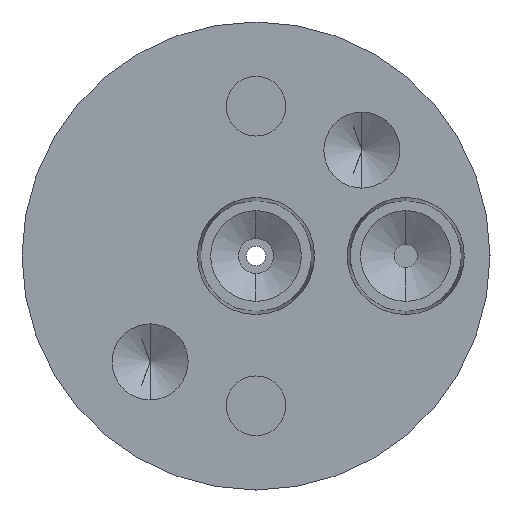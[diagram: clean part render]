
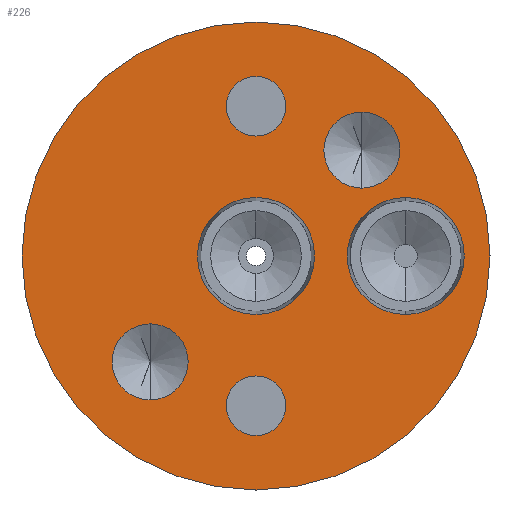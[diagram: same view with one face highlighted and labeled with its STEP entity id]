
A CAD part, front view. The second image highlights one B-rep face of the part: STEP entity #226.
In plain terms, the highlighted planar face has unit normal (0, -1, 0).
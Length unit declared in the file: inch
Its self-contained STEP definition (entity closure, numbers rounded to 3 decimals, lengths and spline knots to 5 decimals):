
#16 = AXIS2_PLACEMENT_3D ( 'NONE', #2997, #480, #3016 ) ;
#32 = AXIS2_PLACEMENT_3D ( 'NONE', #1147, #1093, #1915 ) ;
#86 = EDGE_CURVE ( 'NONE', #193, #1722, #2275, .T. ) ;
#102 = EDGE_CURVE ( 'NONE', #2423, #421, #847, .T. ) ;
#123 = CIRCLE ( 'NONE', #1392, 0.15625 ) ;
#126 = CARTESIAN_POINT ( 'NONE',  ( 0., -0.5, -0.15625 ) ) ;
#159 = DIRECTION ( 'NONE',  ( 0., -1., 0. ) ) ;
#170 = CARTESIAN_POINT ( 'NONE',  ( 0., -0.5, 0.3205 ) ) ;
#186 = CIRCLE ( 'NONE', #2879, 0.10156 ) ;
#193 = VERTEX_POINT ( 'NONE', #2698 ) ;
#198 = DIRECTION ( 'NONE',  ( 0., -1., 0. ) ) ;
#209 = FACE_BOUND ( 'NONE', #1808, .T. ) ;
#226 = ADVANCED_FACE ( 'NONE', ( #584, #670, #1000, #1206, #209, #1503, #2253 ), #1469, .T. ) ;
#271 = AXIS2_PLACEMENT_3D ( 'NONE', #3234, #198, #2221 ) ;
#301 = EDGE_CURVE ( 'NONE', #532, #2845, #375, .T. ) ;
#314 = EDGE_CURVE ( 'NONE', #1722, #193, #2035, .T. ) ;
#330 = AXIS2_PLACEMENT_3D ( 'NONE', #1940, #159, #1781 ) ;
#367 = DIRECTION ( 'NONE',  ( 0., -1., 0. ) ) ;
#368 = VERTEX_POINT ( 'NONE', #1102 ) ;
#375 = CIRCLE ( 'NONE', #271, 0.0795 ) ;
#382 = CARTESIAN_POINT ( 'NONE',  ( 0., -0.5, -0.625 ) ) ;
#385 = EDGE_CURVE ( 'NONE', #2816, #1340, #683, .T. ) ;
#421 = VERTEX_POINT ( 'NONE', #2862 ) ;
#476 = CARTESIAN_POINT ( 'NONE',  ( 0., -0.5, 0. ) ) ;
#480 = DIRECTION ( 'NONE',  ( 0., -1., 0. ) ) ;
#507 = EDGE_LOOP ( 'NONE', ( #2578, #3120 ) ) ;
#519 = DIRECTION ( 'NONE',  ( 0., 0., 1. ) ) ;
#526 = DIRECTION ( 'NONE',  ( 0., 0., -1. ) ) ;
#532 = VERTEX_POINT ( 'NONE', #959 ) ;
#546 = VERTEX_POINT ( 'NONE', #2536 ) ;
#584 = FACE_BOUND ( 'NONE', #790, .T. ) ;
#616 = CARTESIAN_POINT ( 'NONE',  ( 0.4, -0.5, 0. ) ) ;
#670 = FACE_BOUND ( 'NONE', #2732, .T. ) ;
#683 = CIRCLE ( 'NONE', #1868, 0.15625 ) ;
#709 = AXIS2_PLACEMENT_3D ( 'NONE', #2323, #2844, #2352 ) ;
#765 = EDGE_CURVE ( 'NONE', #368, #3047, #2623, .T. ) ;
#767 = DIRECTION ( 'NONE',  ( 0., -1., 0. ) ) ;
#790 = EDGE_LOOP ( 'NONE', ( #858, #1683 ) ) ;
#829 = DIRECTION ( 'NONE',  ( 0., 0., -1. ) ) ;
#847 = CIRCLE ( 'NONE', #1053, 0.625 ) ;
#858 = ORIENTED_EDGE ( 'NONE', *, *, #1474, .F. ) ;
#959 = CARTESIAN_POINT ( 'NONE',  ( 0., -0.5, 0.4795 ) ) ;
#993 = ORIENTED_EDGE ( 'NONE', *, *, #3009, .F. ) ;
#1000 = FACE_BOUND ( 'NONE', #507, .T. ) ;
#1053 = AXIS2_PLACEMENT_3D ( 'NONE', #476, #3279, #519 ) ;
#1086 = ORIENTED_EDGE ( 'NONE', *, *, #314, .F. ) ;
#1087 = DIRECTION ( 'NONE',  ( 0., -1., 0. ) ) ;
#1089 = CARTESIAN_POINT ( 'NONE',  ( 0.4, -0.5, 0.15625 ) ) ;
#1093 = DIRECTION ( 'NONE',  ( 0., 1., 0. ) ) ;
#1102 = CARTESIAN_POINT ( 'NONE',  ( -0.28284, -0.5, -0.18128 ) ) ;
#1121 = EDGE_LOOP ( 'NONE', ( #1526, #2087 ) ) ;
#1147 = CARTESIAN_POINT ( 'NONE',  ( 0., -0.5, 0. ) ) ;
#1150 = DIRECTION ( 'NONE',  ( 0., 0., -1. ) ) ;
#1176 = AXIS2_PLACEMENT_3D ( 'NONE', #3045, #1518, #2011 ) ;
#1178 = EDGE_CURVE ( 'NONE', #421, #2423, #1458, .T. ) ;
#1206 = FACE_BOUND ( 'NONE', #2527, .T. ) ;
#1340 = VERTEX_POINT ( 'NONE', #1750 ) ;
#1361 = DIRECTION ( 'NONE',  ( 0., 0., -1. ) ) ;
#1387 = VERTEX_POINT ( 'NONE', #2696 ) ;
#1392 = AXIS2_PLACEMENT_3D ( 'NONE', #616, #2127, #1906 ) ;
#1413 = DIRECTION ( 'NONE',  ( 0., -1., 0. ) ) ;
#1458 = CIRCLE ( 'NONE', #32, 0.625 ) ;
#1467 = ORIENTED_EDGE ( 'NONE', *, *, #86, .F. ) ;
#1469 = PLANE ( 'NONE',  #1176 ) ;
#1474 = EDGE_CURVE ( 'NONE', #1556, #1387, #186, .T. ) ;
#1503 = FACE_BOUND ( 'NONE', #2817, .T. ) ;
#1518 = DIRECTION ( 'NONE',  ( 0., -1., 0. ) ) ;
#1519 = EDGE_CURVE ( 'NONE', #1974, #546, #2723, .T. ) ;
#1526 = ORIENTED_EDGE ( 'NONE', *, *, #1178, .F. ) ;
#1556 = VERTEX_POINT ( 'NONE', #1792 ) ;
#1558 = CIRCLE ( 'NONE', #330, 0.10156 ) ;
#1608 = EDGE_CURVE ( 'NONE', #1387, #1556, #2927, .T. ) ;
#1619 = CARTESIAN_POINT ( 'NONE',  ( 0.28284, -0.5, 0.28284 ) ) ;
#1670 = AXIS2_PLACEMENT_3D ( 'NONE', #2048, #3035, #526 ) ;
#1677 = CARTESIAN_POINT ( 'NONE',  ( 0., -0.5, -0.4795 ) ) ;
#1683 = ORIENTED_EDGE ( 'NONE', *, *, #1608, .F. ) ;
#1716 = EDGE_CURVE ( 'NONE', #3047, #368, #1558, .T. ) ;
#1722 = VERTEX_POINT ( 'NONE', #1677 ) ;
#1750 = CARTESIAN_POINT ( 'NONE',  ( 0., -0.5, 0.15625 ) ) ;
#1752 = DIRECTION ( 'NONE',  ( 0., 0., -1. ) ) ;
#1781 = DIRECTION ( 'NONE',  ( 0., 0., -1. ) ) ;
#1792 = CARTESIAN_POINT ( 'NONE',  ( 0.28284, -0.5, 0.18128 ) ) ;
#1808 = EDGE_LOOP ( 'NONE', ( #2155, #993 ) ) ;
#1863 = CARTESIAN_POINT ( 'NONE',  ( 0., -0.5, 0. ) ) ;
#1868 = AXIS2_PLACEMENT_3D ( 'NONE', #1863, #1087, #1361 ) ;
#1874 = ORIENTED_EDGE ( 'NONE', *, *, #1519, .F. ) ;
#1906 = DIRECTION ( 'NONE',  ( 0., 0., -1. ) ) ;
#1915 = DIRECTION ( 'NONE',  ( 0., 0., 1. ) ) ;
#1921 = DIRECTION ( 'NONE',  ( 0., 0., -1. ) ) ;
#1940 = CARTESIAN_POINT ( 'NONE',  ( -0.28284, -0.5, -0.28284 ) ) ;
#1965 = AXIS2_PLACEMENT_3D ( 'NONE', #2752, #767, #1752 ) ;
#1974 = VERTEX_POINT ( 'NONE', #1089 ) ;
#1976 = CARTESIAN_POINT ( 'NONE',  ( 0., -0.5, -0.4 ) ) ;
#2004 = ORIENTED_EDGE ( 'NONE', *, *, #765, .F. ) ;
#2011 = DIRECTION ( 'NONE',  ( 0., 0., -1. ) ) ;
#2029 = DIRECTION ( 'NONE',  ( 0., -1., 0. ) ) ;
#2035 = CIRCLE ( 'NONE', #2138, 0.0795 ) ;
#2048 = CARTESIAN_POINT ( 'NONE',  ( -0.28284, -0.5, -0.28284 ) ) ;
#2087 = ORIENTED_EDGE ( 'NONE', *, *, #102, .F. ) ;
#2127 = DIRECTION ( 'NONE',  ( 0., -1., 0. ) ) ;
#2138 = AXIS2_PLACEMENT_3D ( 'NONE', #1976, #2975, #2734 ) ;
#2155 = ORIENTED_EDGE ( 'NONE', *, *, #385, .F. ) ;
#2221 = DIRECTION ( 'NONE',  ( 0., 0., -1. ) ) ;
#2253 = FACE_OUTER_BOUND ( 'NONE', #1121, .T. ) ;
#2275 = CIRCLE ( 'NONE', #1965, 0.0795 ) ;
#2323 = CARTESIAN_POINT ( 'NONE',  ( 0.4, -0.5, 0. ) ) ;
#2352 = DIRECTION ( 'NONE',  ( 0., 0., -1. ) ) ;
#2375 = EDGE_CURVE ( 'NONE', #2845, #532, #3079, .T. ) ;
#2423 = VERTEX_POINT ( 'NONE', #382 ) ;
#2527 = EDGE_LOOP ( 'NONE', ( #1086, #1467 ) ) ;
#2536 = CARTESIAN_POINT ( 'NONE',  ( 0.4, -0.5, -0.15625 ) ) ;
#2557 = CARTESIAN_POINT ( 'NONE',  ( 0.28284, -0.5, 0.28284 ) ) ;
#2578 = ORIENTED_EDGE ( 'NONE', *, *, #2375, .F. ) ;
#2623 = CIRCLE ( 'NONE', #1670, 0.10156 ) ;
#2662 = AXIS2_PLACEMENT_3D ( 'NONE', #1619, #367, #1921 ) ;
#2667 = CIRCLE ( 'NONE', #16, 0.15625 ) ;
#2696 = CARTESIAN_POINT ( 'NONE',  ( 0.28284, -0.5, 0.38441 ) ) ;
#2698 = CARTESIAN_POINT ( 'NONE',  ( 0., -0.5, -0.3205 ) ) ;
#2710 = AXIS2_PLACEMENT_3D ( 'NONE', #3115, #1413, #1150 ) ;
#2723 = CIRCLE ( 'NONE', #709, 0.15625 ) ;
#2732 = EDGE_LOOP ( 'NONE', ( #3187, #2004 ) ) ;
#2734 = DIRECTION ( 'NONE',  ( 0., 0., -1. ) ) ;
#2752 = CARTESIAN_POINT ( 'NONE',  ( 0., -0.5, -0.4 ) ) ;
#2789 = EDGE_CURVE ( 'NONE', #546, #1974, #123, .T. ) ;
#2816 = VERTEX_POINT ( 'NONE', #126 ) ;
#2817 = EDGE_LOOP ( 'NONE', ( #3133, #1874 ) ) ;
#2844 = DIRECTION ( 'NONE',  ( 0., -1., 0. ) ) ;
#2845 = VERTEX_POINT ( 'NONE', #170 ) ;
#2862 = CARTESIAN_POINT ( 'NONE',  ( 0., -0.5, 0.625 ) ) ;
#2879 = AXIS2_PLACEMENT_3D ( 'NONE', #2557, #2029, #829 ) ;
#2927 = CIRCLE ( 'NONE', #2662, 0.10156 ) ;
#2975 = DIRECTION ( 'NONE',  ( 0., -1., 0. ) ) ;
#2997 = CARTESIAN_POINT ( 'NONE',  ( 0., -0.5, 0. ) ) ;
#3009 = EDGE_CURVE ( 'NONE', #1340, #2816, #2667, .T. ) ;
#3016 = DIRECTION ( 'NONE',  ( 0., 0., -1. ) ) ;
#3035 = DIRECTION ( 'NONE',  ( 0., -1., 0. ) ) ;
#3045 = CARTESIAN_POINT ( 'NONE',  ( -0.625, -0.5, 0. ) ) ;
#3047 = VERTEX_POINT ( 'NONE', #3157 ) ;
#3079 = CIRCLE ( 'NONE', #2710, 0.0795 ) ;
#3115 = CARTESIAN_POINT ( 'NONE',  ( 0., -0.5, 0.4 ) ) ;
#3120 = ORIENTED_EDGE ( 'NONE', *, *, #301, .F. ) ;
#3133 = ORIENTED_EDGE ( 'NONE', *, *, #2789, .F. ) ;
#3157 = CARTESIAN_POINT ( 'NONE',  ( -0.28284, -0.5, -0.38441 ) ) ;
#3187 = ORIENTED_EDGE ( 'NONE', *, *, #1716, .F. ) ;
#3234 = CARTESIAN_POINT ( 'NONE',  ( 0., -0.5, 0.4 ) ) ;
#3279 = DIRECTION ( 'NONE',  ( 0., 1., 0. ) ) ;
